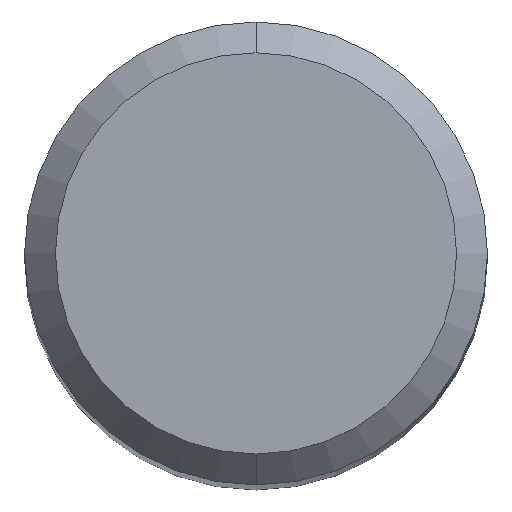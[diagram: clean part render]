
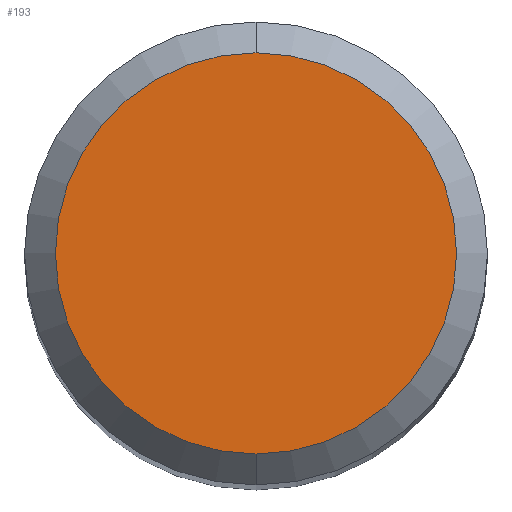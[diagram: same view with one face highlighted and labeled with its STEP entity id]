
A CAD part, top view. The second image highlights one B-rep face of the part: STEP entity #193.
In plain terms, the highlighted planar face has unit normal (0, 0, 1).
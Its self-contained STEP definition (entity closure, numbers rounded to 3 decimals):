
#193=ADVANCED_FACE('',(#493),#494,.T.);
#295=EDGE_CURVE('',#299,#329,#607,.T.);
#299=VERTEX_POINT('',#612);
#327=EDGE_CURVE('',#329,#299,#643,.T.);
#329=VERTEX_POINT('',#645);
#493=FACE_OUTER_BOUND('',#846,.T.);
#494=PLANE('',#847);
#607=CIRCLE('',#1092,2.6);
#612=CARTESIAN_POINT('',(0.0,2.6,0.0));
#643=CIRCLE('',#1159,2.6);
#645=CARTESIAN_POINT('',(0.,-2.6,0.0));
#846=EDGE_LOOP('',(#1428,#1429));
#847=AXIS2_PLACEMENT_3D('',#1430,#1431,#1432);
#1092=AXIS2_PLACEMENT_3D('',#1565,#1566,#1567);
#1159=AXIS2_PLACEMENT_3D('',#1613,#1614,#1615);
#1428=ORIENTED_EDGE('',*,*,#295,.F.);
#1429=ORIENTED_EDGE('',*,*,#327,.F.);
#1430=CARTESIAN_POINT('',(0.0,1.3,0.0));
#1431=DIRECTION('',(-0.0,0.0,1.0));
#1432=DIRECTION('',(0.0,-1.0,0.0));
#1565=CARTESIAN_POINT('',(0.0,0.0,0.0));
#1566=DIRECTION('',(0.0,0.0,-1.0));
#1567=DIRECTION('',(0.0,1.0,0.0));
#1613=CARTESIAN_POINT('',(0.0,0.0,0.0));
#1614=DIRECTION('',(0.0,0.0,-1.0));
#1615=DIRECTION('',(0.0,1.0,0.0));
